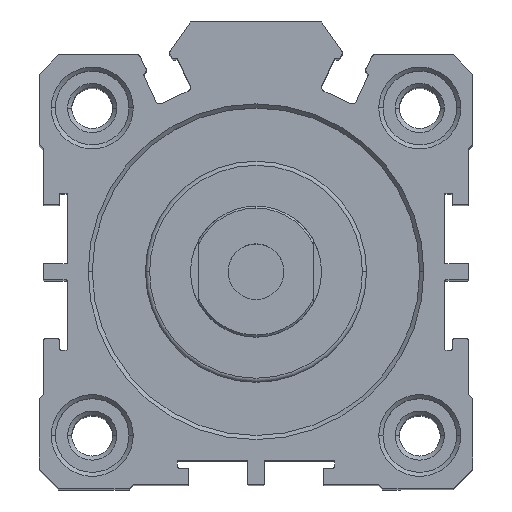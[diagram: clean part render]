
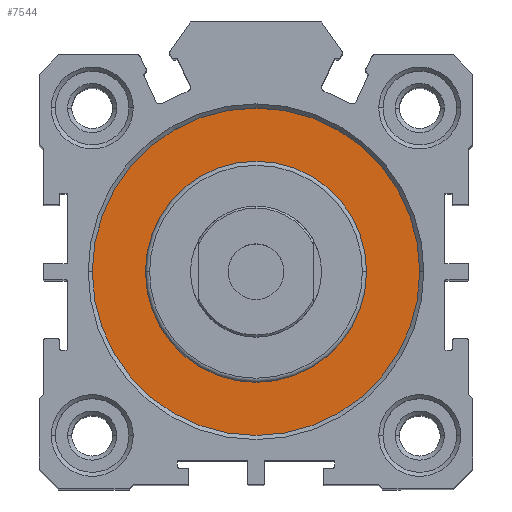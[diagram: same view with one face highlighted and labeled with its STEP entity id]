
A CAD part, top view. The second image highlights one B-rep face of the part: STEP entity #7544.
In plain terms, the highlighted planar face has unit normal (0, 0, 1).
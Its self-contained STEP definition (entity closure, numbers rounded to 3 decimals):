
#70 = DIRECTION ( 'NONE',  ( 0., 0., 1. ) ) ;
#151 = EDGE_CURVE ( 'NONE', #1351, #6038, #4082, .T. ) ;
#218 = AXIS2_PLACEMENT_3D ( 'NONE', #6632, #2923, #7251 ) ;
#361 = CARTESIAN_POINT ( 'NONE',  ( 13.5, 0., 41.2 ) ) ;
#391 = DIRECTION ( 'NONE',  ( 1., 0., 0. ) ) ;
#488 = DIRECTION ( 'NONE',  ( 0., 0., 1. ) ) ;
#902 = VERTEX_POINT ( 'NONE', #3311 ) ;
#903 = CIRCLE ( 'NONE', #218, 13.5 ) ;
#1109 = PLANE ( 'NONE',  #5585 ) ;
#1166 = DIRECTION ( 'NONE',  ( 0., 0., 1. ) ) ;
#1208 = ORIENTED_EDGE ( 'NONE', *, *, #6959, .F. ) ;
#1351 = VERTEX_POINT ( 'NONE', #4949 ) ;
#1372 = EDGE_CURVE ( 'NONE', #6038, #1351, #4739, .T. ) ;
#1374 = ORIENTED_EDGE ( 'NONE', *, *, #151, .T. ) ;
#1763 = EDGE_LOOP ( 'NONE', ( #1374, #6964 ) ) ;
#1963 = FACE_OUTER_BOUND ( 'NONE', #1763, .T. ) ;
#2111 = AXIS2_PLACEMENT_3D ( 'NONE', #3759, #70, #4366 ) ;
#2485 = ORIENTED_EDGE ( 'NONE', *, *, #7441, .F. ) ;
#2752 = CIRCLE ( 'NONE', #7307, 13.5 ) ;
#2923 = DIRECTION ( 'NONE',  ( 0., 0., 1. ) ) ;
#2956 = EDGE_LOOP ( 'NONE', ( #1208, #2485 ) ) ;
#3311 = CARTESIAN_POINT ( 'NONE',  ( -13.5, 0., 41.2 ) ) ;
#3759 = CARTESIAN_POINT ( 'NONE',  ( 0., 0., 41.2 ) ) ;
#4069 = DIRECTION ( 'NONE',  ( 0., 0., 1. ) ) ;
#4082 = CIRCLE ( 'NONE', #4533, 20. ) ;
#4167 = CARTESIAN_POINT ( 'NONE',  ( 0., 0., 41.2 ) ) ;
#4366 = DIRECTION ( 'NONE',  ( 1., 0., 0. ) ) ;
#4533 = AXIS2_PLACEMENT_3D ( 'NONE', #7798, #4069, #391 ) ;
#4739 = CIRCLE ( 'NONE', #2111, 20. ) ;
#4789 = DIRECTION ( 'NONE',  ( 1., 0., 0. ) ) ;
#4949 = CARTESIAN_POINT ( 'NONE',  ( 20., 0., 41.2 ) ) ;
#5485 = DIRECTION ( 'NONE',  ( 1., 0., 0. ) ) ;
#5585 = AXIS2_PLACEMENT_3D ( 'NONE', #7335, #1166, #5485 ) ;
#6038 = VERTEX_POINT ( 'NONE', #6669 ) ;
#6632 = CARTESIAN_POINT ( 'NONE',  ( 0., 0., 41.2 ) ) ;
#6669 = CARTESIAN_POINT ( 'NONE',  ( -20., 0., 41.2 ) ) ;
#6959 = EDGE_CURVE ( 'NONE', #902, #7356, #2752, .T. ) ;
#6964 = ORIENTED_EDGE ( 'NONE', *, *, #1372, .T. ) ;
#7098 = FACE_BOUND ( 'NONE', #2956, .T. ) ;
#7251 = DIRECTION ( 'NONE',  ( 1., 0., 0. ) ) ;
#7307 = AXIS2_PLACEMENT_3D ( 'NONE', #4167, #488, #4789 ) ;
#7335 = CARTESIAN_POINT ( 'NONE',  ( 0., 0., 41.2 ) ) ;
#7356 = VERTEX_POINT ( 'NONE', #361 ) ;
#7441 = EDGE_CURVE ( 'NONE', #7356, #902, #903, .T. ) ;
#7544 = ADVANCED_FACE ( 'NONE', ( #7098, #1963 ), #1109, .T. ) ;
#7798 = CARTESIAN_POINT ( 'NONE',  ( 0., 0., 41.2 ) ) ;
